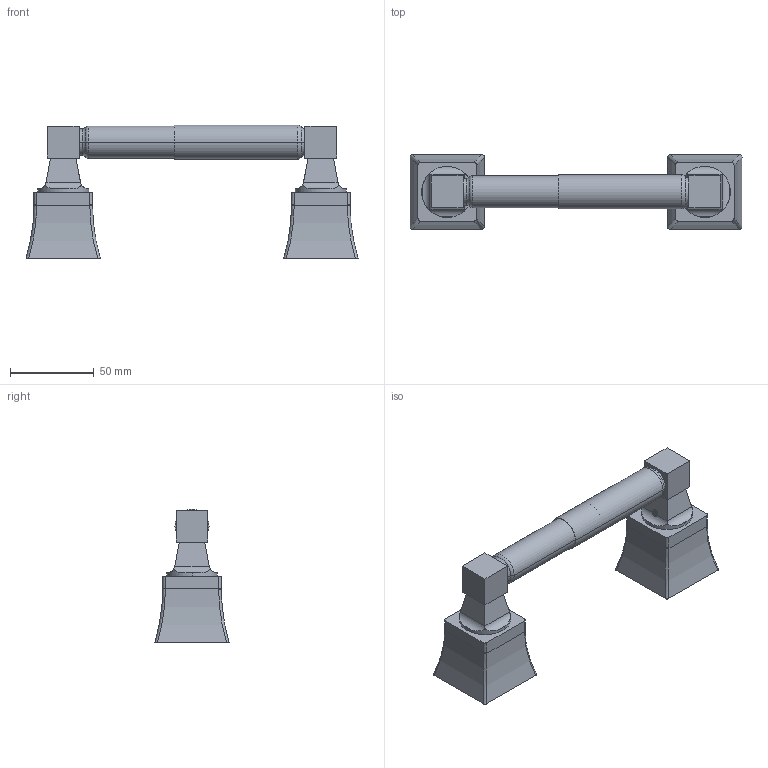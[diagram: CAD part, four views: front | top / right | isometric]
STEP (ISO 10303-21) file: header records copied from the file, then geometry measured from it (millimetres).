
FILE_DESCRIPTION((''),'2;1');
FILE_NAME('26-28_WEB','2010-08-25T',('project'),(''),'PRO/ENGINEER BY PARAMETRIC TECHNOLOGY CORPORATION, 2009300','PRO/ENGINEER BY PARAMETRIC TECHNOLOGY CORPORATION, 2009300','');
FILE_SCHEMA(('CONFIG_CONTROL_DESIGN'));
Length unit declared in the file: inch
Products named in the file (1): 26-28_WEB
Bounding box: 198.24 x 44.45 x 79.88 mm (x, y, z)
Surface area: 36333.2 mm2 (no closed solid volume)
Topology: 0 solids, 10 shells, 139 faces, 360 edges, 230 vertices
Faces by surface type: cylinder 58, plane 43, bspline 30, torus 8
Entity records: 8819 total; most frequent: CARTESIAN_POINT 5793, ORIENTED_EDGE 678, DIRECTION 484, EDGE_CURVE 360, VERTEX_POINT 230, AXIS2_PLACEMENT_3D 171, B_SPLINE_CURVE_WITH_KNOTS 156, VECTOR 142
